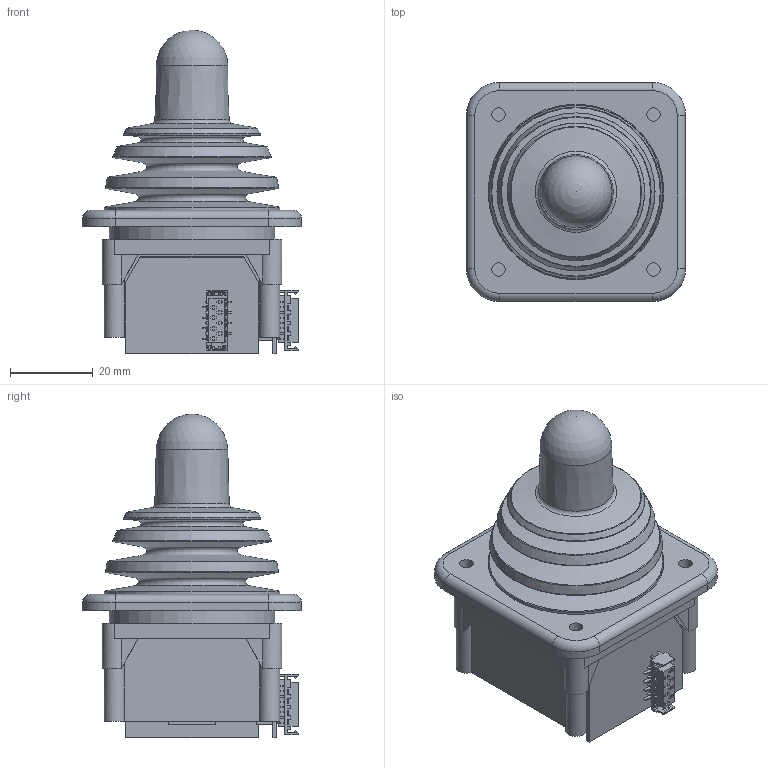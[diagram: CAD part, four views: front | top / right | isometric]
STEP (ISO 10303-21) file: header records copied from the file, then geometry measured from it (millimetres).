
FILE_DESCRIPTION(/* description */ (''),/* implementation_level */ '2;1');
FILE_NAME(/* name */ '197-0121_vereinfacht.stp',/* time_stamp */ '2024-12-11T15:47:53+01:00',/* author */ ('fdm'),/* organization */ (''),/* preprocessor_version */ 'ST-DEVELOPER v18.1',/* originating_system */ 'Autodesk Inventor 2021',/* authorisation */ '');
FILE_SCHEMA (('AUTOMOTIVE_DESIGN { 1 0 10303 214 3 1 1 }'));
Length unit declared in the file: millimetre
Products named in the file (1): 197-0120_vereinfacht
Bounding box: 53 x 53 x 78.3 mm (x, y, z)
Volume: 77683.4 mm3; surface area: 22037.4 mm2
Topology: 5 solids, 5 shells, 1133 faces, 3349 edges, 2228 vertices
Faces by surface type: plane 884, cylinder 222, torus 15, cone 8, bspline 3, sphere 1
Full cylindrical faces by diameter (mm): 3.3 x4, 40 x1, 42.5 x1
Entity records: 37718 total; most frequent: CARTESIAN_POINT 6788, ORIENTED_EDGE 6696, DIRECTION 6136, EDGE_CURVE 3348, LINE 2822, VECTOR 2822, VERTEX_POINT 2228, AXIS2_PLACEMENT_3D 1657
